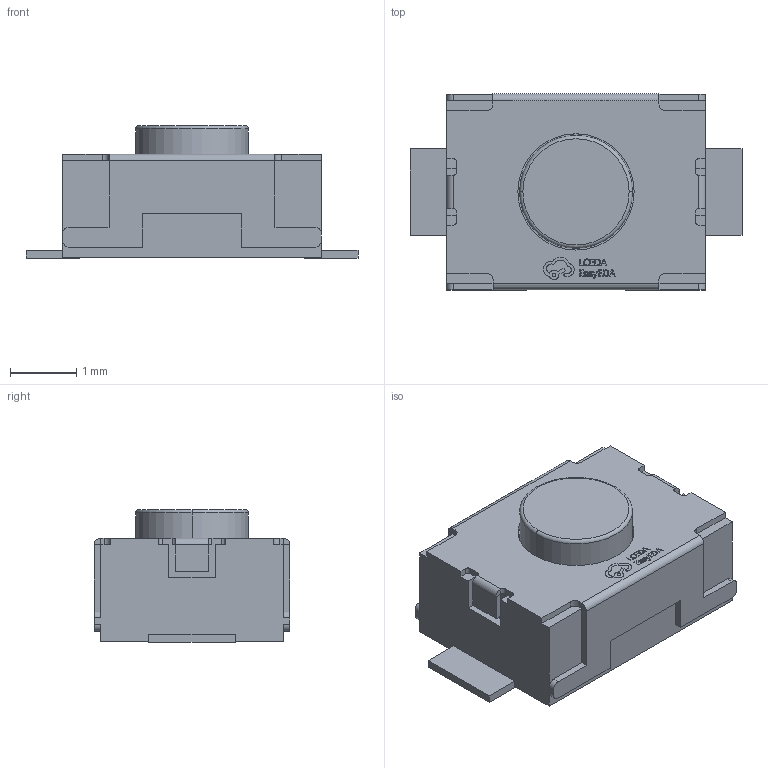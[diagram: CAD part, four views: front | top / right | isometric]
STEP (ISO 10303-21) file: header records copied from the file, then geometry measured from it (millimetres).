
FILE_DESCRIPTION (( 'STEP AP214' ), '1' );
FILE_NAME ('KEY-SMD_L3.9-W3.0-LS5.0.step', '2022-07-02T15:22:57', ( '' ), ( '' ), 'SwSTEP 2.0', 'SolidWorks 2020', '' );
FILE_SCHEMA (( 'AUTOMOTIVE_DESIGN' ));
Length unit declared in the file: millimetre
Products named in the file (1): KEY-SMD_L3.9-W3.0-LS5.0
Bounding box: 5 x 2.95 x 2 mm (x, y, z)
Volume: 18.3 mm3; surface area: 52.4 mm2
Topology: 1 solids, 1 shells, 405 faces, 1091 edges, 716 vertices
Faces by surface type: plane 263, bspline 112, cylinder 28, torus 2
Entity records: 18234 total; most frequent: CARTESIAN_POINT 4317, ORIENTED_EDGE 2182, DIRECTION 1511, EDGE_CURVE 1091, LINE 803, VECTOR 803, VERTEX_POINT 716, EDGE_LOOP 433
